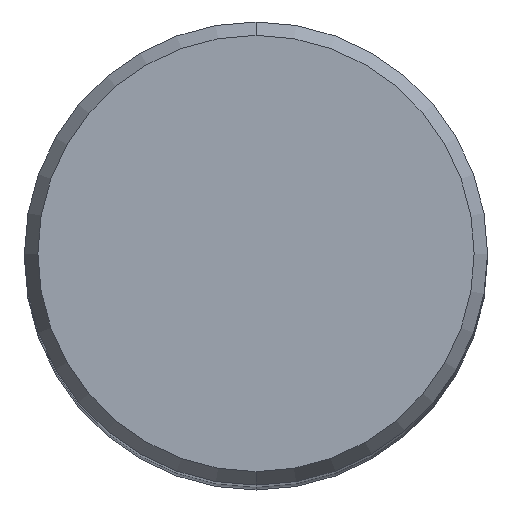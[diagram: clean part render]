
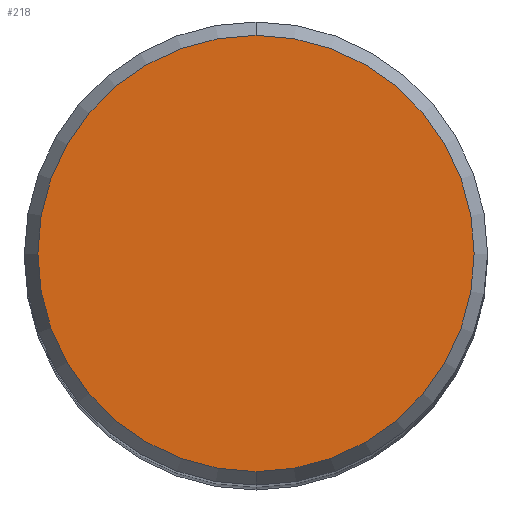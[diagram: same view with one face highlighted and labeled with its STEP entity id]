
A CAD part, top view. The second image highlights one B-rep face of the part: STEP entity #218.
In plain terms, the highlighted planar face has unit normal (0, 0, 1).
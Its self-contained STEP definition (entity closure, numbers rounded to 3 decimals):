
#166=EDGE_CURVE('',#188,#190,#333,.T.);
#188=VERTEX_POINT('',#357);
#190=VERTEX_POINT('',#359);
#218=ADVANCED_FACE('',(#390),#391,.T.);
#228=EDGE_CURVE('',#190,#188,#402,.T.);
#333=CIRCLE('',#519,14.958);
#357=CARTESIAN_POINT('',(0.0,14.958,0.0));
#359=CARTESIAN_POINT('',(0.,-14.958,0.0));
#390=FACE_OUTER_BOUND('',#585,.T.);
#391=PLANE('',#586);
#402=CIRCLE('',#602,14.958);
#519=AXIS2_PLACEMENT_3D('',#726,#727,#728);
#585=EDGE_LOOP('',(#796,#797));
#586=AXIS2_PLACEMENT_3D('',#798,#799,#800);
#602=AXIS2_PLACEMENT_3D('',#816,#817,#818);
#726=CARTESIAN_POINT('',(0.0,0.0,0.0));
#727=DIRECTION('',(0.0,0.0,-1.0));
#728=DIRECTION('',(0.0,1.0,0.0));
#796=ORIENTED_EDGE('',*,*,#166,.F.);
#797=ORIENTED_EDGE('',*,*,#228,.F.);
#798=CARTESIAN_POINT('',(0.0,7.479,0.0));
#799=DIRECTION('',(-0.0,0.0,1.0));
#800=DIRECTION('',(0.0,-1.0,0.0));
#816=CARTESIAN_POINT('',(0.0,0.0,0.0));
#817=DIRECTION('',(0.0,0.0,-1.0));
#818=DIRECTION('',(0.0,1.0,0.0));
